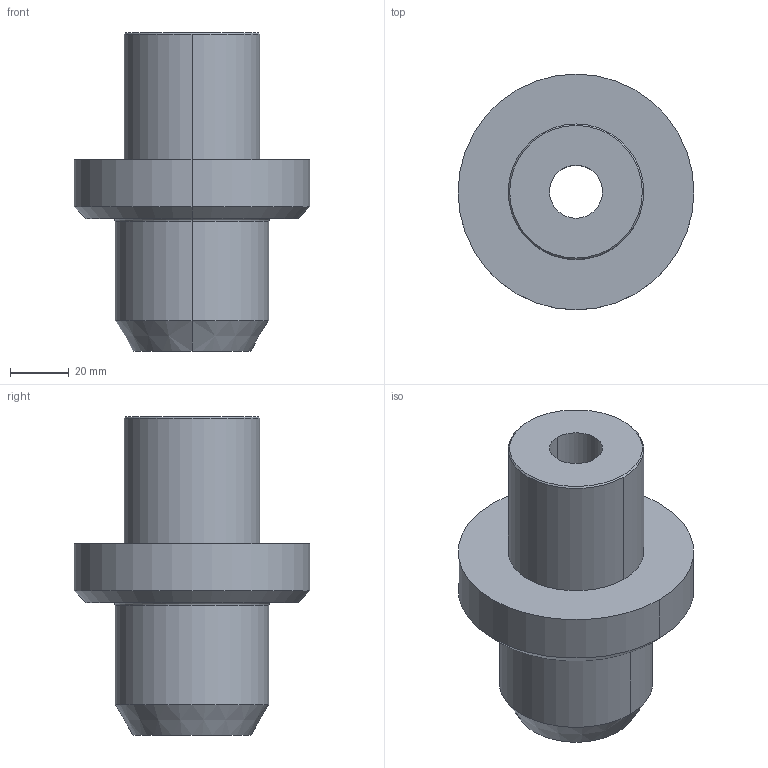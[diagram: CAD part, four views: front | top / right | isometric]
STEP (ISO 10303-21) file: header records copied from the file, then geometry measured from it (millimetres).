
FILE_DESCRIPTION((''),'2;1');
FILE_NAME('8422102092','2020-06-23T09:50:25',('thiemer'),(''),'CREO PARAMETRIC BY PTC INC, 2018400','CREO PARAMETRIC BY PTC INC, 2018400','');
FILE_SCHEMA(('AUTOMOTIVE_DESIGN { 1 0 10303 214 1 1 1 1 }'));
Length unit declared in the file: millimetre
Products named in the file (1): 8422102092
Bounding box: 80 x 80 x 108 mm (x, y, z)
Volume: 230226.6 mm3; surface area: 33030 mm2
Topology: 1 solids, 1 shells, 23 faces, 46 edges, 28 vertices
Faces by surface type: cylinder 10, cone 6, plane 5, torus 2
Entity records: 1224 total; most frequent: DIRECTION 156, CARTESIAN_POINT 121, ORIENTED_EDGE 92, PRESENTATION_STYLE_ASSIGNMENT 68, STYLED_ITEM 68, CURVE_STYLE 67, AXIS2_PLACEMENT_3D 65, PROPERTY_DEFINITION 52
